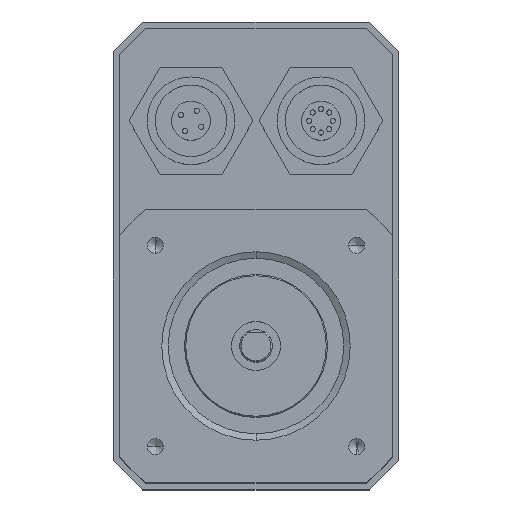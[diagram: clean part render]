
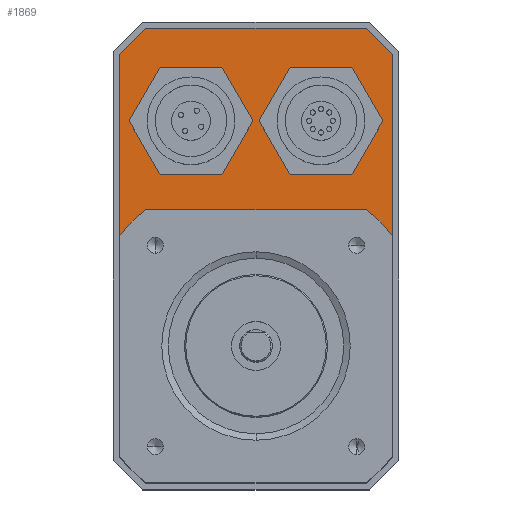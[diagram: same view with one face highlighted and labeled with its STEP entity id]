
A CAD part, top view. The second image highlights one B-rep face of the part: STEP entity #1869.
In plain terms, the highlighted planar face has unit normal (0, 0, 1).
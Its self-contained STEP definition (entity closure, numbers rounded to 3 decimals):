
#301 = EDGE_CURVE ( 'NONE', #5567, #5035, #3816, .T. ) ;
#313 = CARTESIAN_POINT ( 'NONE',  ( -21., 30.996, 21.5 ) ) ;
#398 = DIRECTION ( 'NONE',  ( 1., 0., 0. ) ) ;
#711 = DIRECTION ( 'NONE',  ( 0., 1., 0. ) ) ;
#800 = DIRECTION ( 'NONE',  ( 0.707, -0.707, 0. ) ) ;
#933 = VERTEX_POINT ( 'NONE', #968 ) ;
#968 = CARTESIAN_POINT ( 'NONE',  ( -21., 30.996, 21.5 ) ) ;
#1143 = EDGE_CURVE ( 'NONE', #5035, #4667, #8331, .T. ) ;
#1220 = CARTESIAN_POINT ( 'NONE',  ( -16.996, 35., 21.5 ) ) ;
#1250 = AXIS2_PLACEMENT_3D ( 'NONE', #6589, #2467, #8237 ) ;
#1395 = VECTOR ( 'NONE', #398, 1000. ) ;
#1754 = VECTOR ( 'NONE', #8949, 1000. ) ;
#1834 = EDGE_CURVE ( 'NONE', #2920, #5567, #9180, .T. ) ;
#1869 = ADVANCED_FACE ( 'NONE', ( #6775 ), #4079, .T. ) ;
#1999 = DIRECTION ( 'NONE',  ( -1., 0., 0. ) ) ;
#2404 = EDGE_CURVE ( 'NONE', #9782, #933, #7269, .T. ) ;
#2433 = ORIENTED_EDGE ( 'NONE', *, *, #2404, .T. ) ;
#2467 = DIRECTION ( 'NONE',  ( 0., 0., 1. ) ) ;
#2599 = CARTESIAN_POINT ( 'NONE',  ( 16.996, 35., 21.5 ) ) ;
#2802 = VECTOR ( 'NONE', #3538, 1000. ) ;
#2864 = VECTOR ( 'NONE', #7732, 1000. ) ;
#2920 = VERTEX_POINT ( 'NONE', #6860 ) ;
#3007 = ORIENTED_EDGE ( 'NONE', *, *, #9748, .T. ) ;
#3025 = ORIENTED_EDGE ( 'NONE', *, *, #5317, .T. ) ;
#3116 = ORIENTED_EDGE ( 'NONE', *, *, #9201, .T. ) ;
#3139 = CARTESIAN_POINT ( 'NONE',  ( 16.996, -35., 21.5 ) ) ;
#3538 = DIRECTION ( 'NONE',  ( -0.707, 0.707, 0. ) ) ;
#3596 = CARTESIAN_POINT ( 'NONE',  ( 16.996, 35., 21.5 ) ) ;
#3816 = LINE ( 'NONE', #6033, #1395 ) ;
#3833 = ORIENTED_EDGE ( 'NONE', *, *, #301, .T. ) ;
#4044 = EDGE_CURVE ( 'NONE', #4667, #8373, #4383, .T. ) ;
#4079 = PLANE ( 'NONE',  #1250 ) ;
#4383 = LINE ( 'NONE', #8881, #8511 ) ;
#4409 = CARTESIAN_POINT ( 'NONE',  ( -16.996, 35., 21.5 ) ) ;
#4667 = VERTEX_POINT ( 'NONE', #9759 ) ;
#4814 = VECTOR ( 'NONE', #800, 1000. ) ;
#5035 = VERTEX_POINT ( 'NONE', #3139 ) ;
#5181 = ORIENTED_EDGE ( 'NONE', *, *, #1143, .T. ) ;
#5206 = DIRECTION ( 'NONE',  ( 0., -1., 0. ) ) ;
#5317 = EDGE_CURVE ( 'NONE', #8373, #7611, #9366, .T. ) ;
#5567 = VERTEX_POINT ( 'NONE', #7975 ) ;
#5708 = CARTESIAN_POINT ( 'NONE',  ( -21., -30.996, 21.5 ) ) ;
#6033 = CARTESIAN_POINT ( 'NONE',  ( -16.996, -35., 21.5 ) ) ;
#6589 = CARTESIAN_POINT ( 'NONE',  ( 0., 0., 21.5 ) ) ;
#6775 = FACE_OUTER_BOUND ( 'NONE', #8186, .T. ) ;
#6860 = CARTESIAN_POINT ( 'NONE',  ( -21., -30.996, 21.5 ) ) ;
#7124 = ORIENTED_EDGE ( 'NONE', *, *, #4044, .T. ) ;
#7142 = LINE ( 'NONE', #3596, #8785 ) ;
#7269 = LINE ( 'NONE', #4409, #2864 ) ;
#7387 = VECTOR ( 'NONE', #5206, 1000. ) ;
#7611 = VERTEX_POINT ( 'NONE', #2599 ) ;
#7732 = DIRECTION ( 'NONE',  ( -0.707, -0.707, 0. ) ) ;
#7975 = CARTESIAN_POINT ( 'NONE',  ( -16.996, -35., 21.5 ) ) ;
#8186 = EDGE_LOOP ( 'NONE', ( #7124, #3025, #3116, #2433, #3007, #8284, #3833, #5181 ) ) ;
#8237 = DIRECTION ( 'NONE',  ( 1., 0., 0. ) ) ;
#8278 = CARTESIAN_POINT ( 'NONE',  ( 21., 30.996, 21.5 ) ) ;
#8284 = ORIENTED_EDGE ( 'NONE', *, *, #1834, .T. ) ;
#8331 = LINE ( 'NONE', #10533, #1754 ) ;
#8373 = VERTEX_POINT ( 'NONE', #8278 ) ;
#8482 = CARTESIAN_POINT ( 'NONE',  ( 21., 30.996, 21.5 ) ) ;
#8511 = VECTOR ( 'NONE', #711, 1000. ) ;
#8785 = VECTOR ( 'NONE', #1999, 1000. ) ;
#8881 = CARTESIAN_POINT ( 'NONE',  ( 21., -30.996, 21.5 ) ) ;
#8949 = DIRECTION ( 'NONE',  ( 0.707, 0.707, 0. ) ) ;
#9180 = LINE ( 'NONE', #5708, #4814 ) ;
#9201 = EDGE_CURVE ( 'NONE', #7611, #9782, #7142, .T. ) ;
#9366 = LINE ( 'NONE', #8482, #2802 ) ;
#9535 = LINE ( 'NONE', #313, #7387 ) ;
#9748 = EDGE_CURVE ( 'NONE', #933, #2920, #9535, .T. ) ;
#9759 = CARTESIAN_POINT ( 'NONE',  ( 21., -30.996, 21.5 ) ) ;
#9782 = VERTEX_POINT ( 'NONE', #1220 ) ;
#10533 = CARTESIAN_POINT ( 'NONE',  ( 16.996, -35., 21.5 ) ) ;
